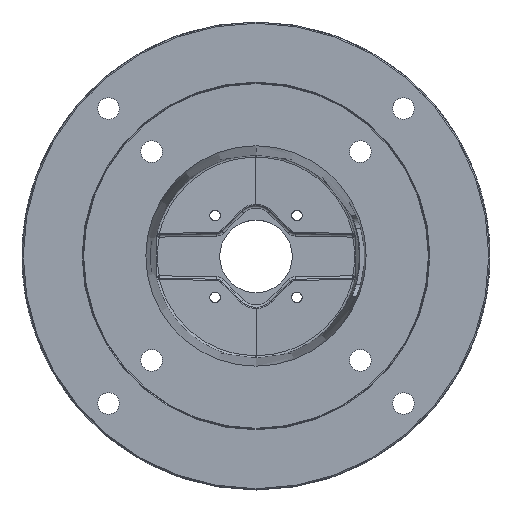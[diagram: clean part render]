
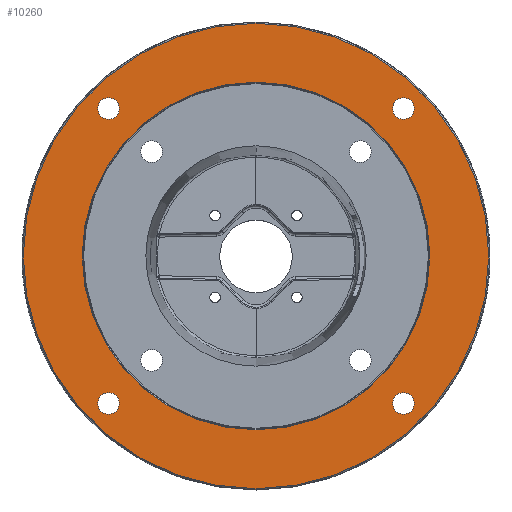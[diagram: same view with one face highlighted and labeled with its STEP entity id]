
A CAD part, top view. The second image highlights one B-rep face of the part: STEP entity #10260.
In plain terms, the highlighted planar face has unit normal (0, 0, 1).
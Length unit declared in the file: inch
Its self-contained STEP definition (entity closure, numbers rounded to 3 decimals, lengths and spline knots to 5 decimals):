
#35=CARTESIAN_POINT('',(0.,0.,-0.08));
#36=DIRECTION('',(0.,0.,1.));
#37=DIRECTION('',(0.,1.,0.));
#38=AXIS2_PLACEMENT_3D('',#35,#36,#37);
#44=CARTESIAN_POINT('',(0.,0.,-0.08));
#45=DIRECTION('',(0.,0.,-1.));
#46=DIRECTION('',(0.,1.,0.));
#47=AXIS2_PLACEMENT_3D('',#44,#45,#46);
#622=CARTESIAN_POINT('',(-3.62392,3.62392,-0.08));
#623=DIRECTION('',(0.,0.,-1.));
#624=DIRECTION('',(-0.707,0.707,0.));
#625=AXIS2_PLACEMENT_3D('',#622,#623,#624);
#627=CARTESIAN_POINT('',(-3.62392,3.62392,-0.08));
#628=DIRECTION('',(0.,0.,-1.));
#629=DIRECTION('',(0.707,-0.707,0.));
#630=AXIS2_PLACEMENT_3D('',#627,#628,#629);
#632=CARTESIAN_POINT('',(-3.62392,-3.62392,-0.08));
#633=DIRECTION('',(0.,0.,-1.));
#634=DIRECTION('',(-0.707,-0.707,0.));
#635=AXIS2_PLACEMENT_3D('',#632,#633,#634);
#637=CARTESIAN_POINT('',(-3.62392,-3.62392,-0.08));
#638=DIRECTION('',(0.,0.,-1.));
#639=DIRECTION('',(0.707,0.707,0.));
#640=AXIS2_PLACEMENT_3D('',#637,#638,#639);
#642=CARTESIAN_POINT('',(3.62392,-3.62392,-0.08));
#643=DIRECTION('',(0.,0.,-1.));
#644=DIRECTION('',(0.707,-0.707,0.));
#645=AXIS2_PLACEMENT_3D('',#642,#643,#644);
#647=CARTESIAN_POINT('',(3.62392,-3.62392,-0.08));
#648=DIRECTION('',(0.,0.,-1.));
#649=DIRECTION('',(-0.707,0.707,0.));
#650=AXIS2_PLACEMENT_3D('',#647,#648,#649);
#652=CARTESIAN_POINT('',(3.62392,3.62392,-0.08));
#653=DIRECTION('',(0.,0.,-1.));
#654=DIRECTION('',(0.707,0.707,0.));
#655=AXIS2_PLACEMENT_3D('',#652,#653,#654);
#657=CARTESIAN_POINT('',(3.62392,3.62392,-0.08));
#658=DIRECTION('',(0.,0.,-1.));
#659=DIRECTION('',(-0.707,-0.707,0.));
#660=AXIS2_PLACEMENT_3D('',#657,#658,#659);
#662=CARTESIAN_POINT('',(0.,0.,-0.08));
#663=DIRECTION('',(0.,0.,1.));
#664=DIRECTION('',(0.,1.,0.));
#665=AXIS2_PLACEMENT_3D('',#662,#663,#664);
#667=CARTESIAN_POINT('',(0.,0.,-0.08));
#668=DIRECTION('',(0.,0.,1.));
#669=DIRECTION('',(0.,-1.,0.));
#670=AXIS2_PLACEMENT_3D('',#667,#668,#669);
#8972=CARTESIAN_POINT('',(0.,5.72,-0.08));
#8973=CARTESIAN_POINT('',(0.,-5.72,-0.08));
#8974=VERTEX_POINT('',#8972);
#8975=VERTEX_POINT('',#8973);
#8996=CARTESIAN_POINT('',(-3.81131,3.81131,-0.08));
#8997=CARTESIAN_POINT('',(-3.43654,3.43654,-0.08));
#8998=VERTEX_POINT('',#8996);
#8999=VERTEX_POINT('',#8997);
#9040=CARTESIAN_POINT('',(-3.81131,-3.81131,-0.08));
#9041=CARTESIAN_POINT('',(-3.43654,-3.43654,-0.08));
#9042=VERTEX_POINT('',#9040);
#9043=VERTEX_POINT('',#9041);
#9048=CARTESIAN_POINT('',(3.81131,-3.81131,-0.08));
#9049=CARTESIAN_POINT('',(3.43654,-3.43654,-0.08));
#9050=VERTEX_POINT('',#9048);
#9051=VERTEX_POINT('',#9049);
#9056=CARTESIAN_POINT('',(3.81131,3.81131,-0.08));
#9057=CARTESIAN_POINT('',(3.43654,3.43654,-0.08));
#9058=VERTEX_POINT('',#9056);
#9059=VERTEX_POINT('',#9057);
#9076=CARTESIAN_POINT('',(0.,4.271,-0.08));
#9077=CARTESIAN_POINT('',(0.,-4.271,-0.08));
#9078=VERTEX_POINT('',#9076);
#9079=VERTEX_POINT('',#9077);
#10222=CARTESIAN_POINT('',(0.,0.,-0.08));
#10223=DIRECTION('',(0.,0.,1.));
#10224=DIRECTION('',(0.,1.,0.));
#10225=AXIS2_PLACEMENT_3D('',#10222,#10223,#10224);
#10226=PLANE('',#10225);
#10227=ORIENTED_EDGE('',*,*,#9215,.T.);
#10228=ORIENTED_EDGE('',*,*,#9200,.F.);
#10229=EDGE_LOOP('',(#10227,#10228));
#10230=FACE_OUTER_BOUND('',#10229,.F.);
#10232=ORIENTED_EDGE('',*,*,#10231,.F.);
#10234=ORIENTED_EDGE('',*,*,#10233,.F.);
#10235=EDGE_LOOP('',(#10232,#10234));
#10236=FACE_BOUND('',#10235,.F.);
#10238=ORIENTED_EDGE('',*,*,#10237,.F.);
#10240=ORIENTED_EDGE('',*,*,#10239,.F.);
#10241=EDGE_LOOP('',(#10238,#10240));
#10242=FACE_BOUND('',#10241,.F.);
#10244=ORIENTED_EDGE('',*,*,#10243,.F.);
#10246=ORIENTED_EDGE('',*,*,#10245,.F.);
#10247=EDGE_LOOP('',(#10244,#10246));
#10248=FACE_BOUND('',#10247,.F.);
#10250=ORIENTED_EDGE('',*,*,#10249,.F.);
#10252=ORIENTED_EDGE('',*,*,#10251,.F.);
#10253=EDGE_LOOP('',(#10250,#10252));
#10254=FACE_BOUND('',#10253,.F.);
#10256=ORIENTED_EDGE('',*,*,#10255,.T.);
#10257=ORIENTED_EDGE('',*,*,#10212,.T.);
#10258=EDGE_LOOP('',(#10256,#10257));
#10259=FACE_BOUND('',#10258,.F.);
#10260=ADVANCED_FACE('',(#10230,#10236,#10242,#10248,#10254,#10259),#10226,.T.);
#39=CIRCLE('',#38,5.72);
#48=CIRCLE('',#47,5.72);
#626=CIRCLE('',#625,0.265);
#631=CIRCLE('',#630,0.265);
#636=CIRCLE('',#635,0.265);
#641=CIRCLE('',#640,0.265);
#646=CIRCLE('',#645,0.265);
#651=CIRCLE('',#650,0.265);
#656=CIRCLE('',#655,0.265);
#661=CIRCLE('',#660,0.265);
#666=CIRCLE('',#665,4.271);
#671=CIRCLE('',#670,4.271);
#9200=EDGE_CURVE('',#8974,#8975,#39,.T.);
#9215=EDGE_CURVE('',#8974,#8975,#48,.T.);
#10212=EDGE_CURVE('',#9079,#9078,#671,.T.);
#10231=EDGE_CURVE('',#8998,#8999,#626,.T.);
#10233=EDGE_CURVE('',#8999,#8998,#631,.T.);
#10237=EDGE_CURVE('',#9042,#9043,#636,.T.);
#10239=EDGE_CURVE('',#9043,#9042,#641,.T.);
#10243=EDGE_CURVE('',#9050,#9051,#646,.T.);
#10245=EDGE_CURVE('',#9051,#9050,#651,.T.);
#10249=EDGE_CURVE('',#9058,#9059,#656,.T.);
#10251=EDGE_CURVE('',#9059,#9058,#661,.T.);
#10255=EDGE_CURVE('',#9078,#9079,#666,.T.);
